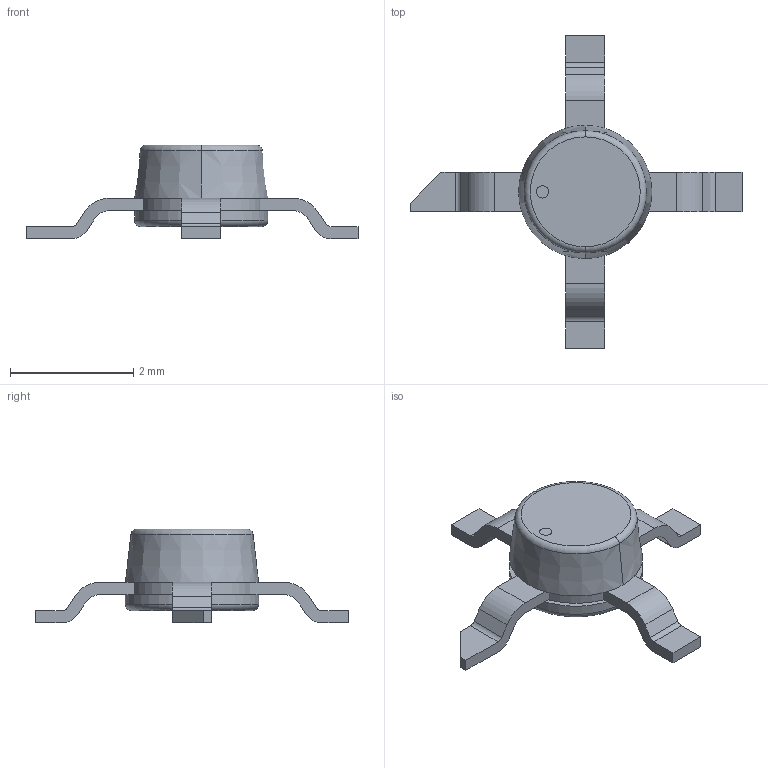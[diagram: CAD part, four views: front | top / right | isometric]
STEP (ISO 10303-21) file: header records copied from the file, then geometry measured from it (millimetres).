
FILE_DESCRIPTION((''),'2;1');
FILE_NAME('MINI-CIRCUITS_WW107.stp','2013-12-09T10:25:57',(''),(''),'Mechanical Desktop 2011','Mechanical Desktop 2011',', , ');
FILE_SCHEMA(('AUTOMOTIVE_DESIGN { 1 2 10303 214 1 1 1 1 }'));
Length unit declared in the file: millimetre
Products named in the file (1): Product
Bounding box: 5.38 x 5.08 x 1.52 mm (x, y, z)
Volume: 5.5 mm3; surface area: 44.1 mm2
Topology: 8 solids, 8 shells, 80 faces, 185 edges, 122 vertices
Faces by surface type: plane 50, cylinder 24, torus 4, cone 2
Entity records: 2329 total; most frequent: DIRECTION 407, CARTESIAN_POINT 388, ORIENTED_EDGE 370, EDGE_CURVE 185, AXIS2_PLACEMENT_3D 141, VECTOR 125, LINE 125, VERTEX_POINT 122
